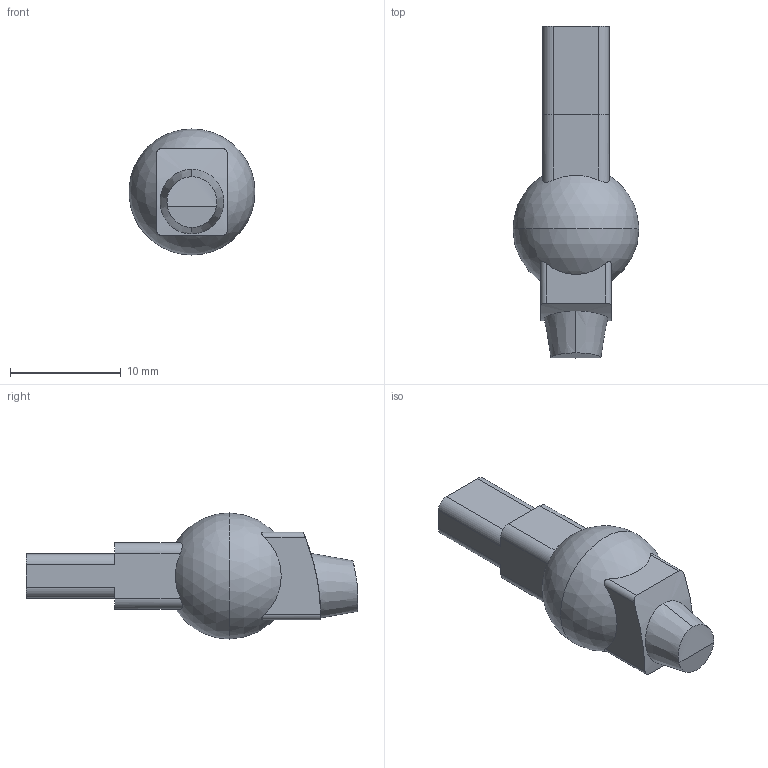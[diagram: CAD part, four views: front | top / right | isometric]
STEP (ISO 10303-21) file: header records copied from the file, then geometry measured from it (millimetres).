
FILE_DESCRIPTION (( 'STEP AP203' ), '1' );
FILE_NAME ('Szelepbetétkar_alsó.STEP', '2020-05-31T16:28:48', ( '' ), ( '' ), 'SwSTEP 2.0', 'SolidWorks 2019', '' );
FILE_SCHEMA (( 'CONFIG_CONTROL_DESIGN' ));
Length unit declared in the file: millimetre
Products named in the file (1): Szelepbetétkar_alsó
Bounding box: 11.38 x 30 x 11.4 mm (x, y, z)
Volume: 1320.7 mm3; surface area: 910.2 mm2
Topology: 1 solids, 1 shells, 35 faces, 93 edges, 62 vertices
Faces by surface type: cylinder 16, plane 15, cone 2, sphere 2
Entity records: 1312 total; most frequent: CARTESIAN_POINT 383, ORIENTED_EDGE 178, DIRECTION 175, EDGE_CURVE 89, AXIS2_PLACEMENT_3D 66, VERTEX_POINT 60, LINE 43, VECTOR 43
